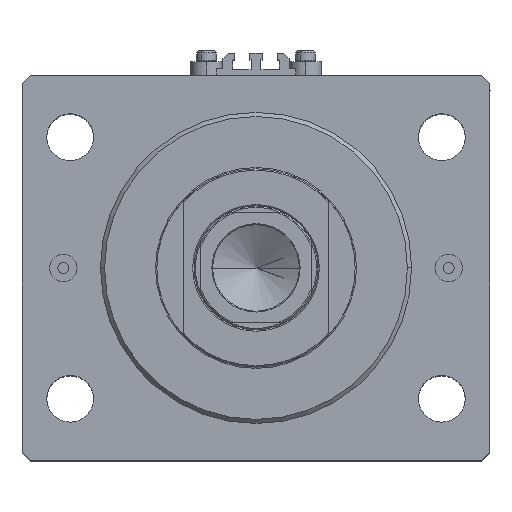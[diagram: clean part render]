
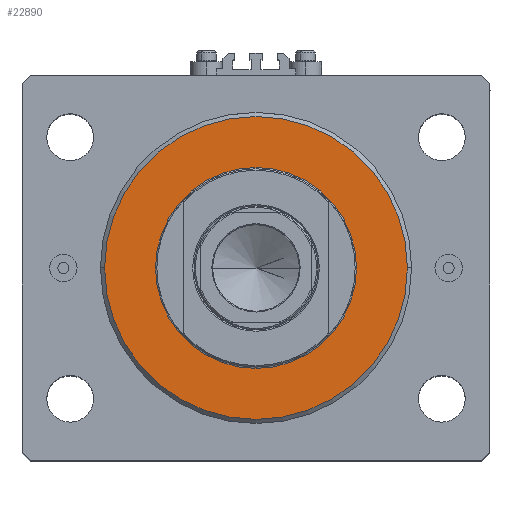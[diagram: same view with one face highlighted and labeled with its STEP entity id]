
A CAD part, top view. The second image highlights one B-rep face of the part: STEP entity #22890.
In plain terms, the highlighted face is planar.
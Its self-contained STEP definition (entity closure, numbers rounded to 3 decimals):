
#673 = FACE_OUTER_BOUND ( 'NONE', #8698, .T. ) ;
#2192 = VERTEX_POINT ( 'NONE', #11026 ) ;
#2821 = AXIS2_PLACEMENT_3D ( 'NONE', #27235, #45626, #34151 ) ;
#3258 = VERTEX_POINT ( 'NONE', #30852 ) ;
#3706 = EDGE_CURVE ( 'NONE', #31361, #8207, #39658, .T. ) ;
#3896 = ORIENTED_EDGE ( 'NONE', *, *, #27203, .T. ) ;
#6641 = CIRCLE ( 'NONE', #18801, 36.5 ) ;
#7093 = AXIS2_PLACEMENT_3D ( 'NONE', #12126, #41976, #16402 ) ;
#8207 = VERTEX_POINT ( 'NONE', #46006 ) ;
#8698 = EDGE_LOOP ( 'NONE', ( #45275, #38978 ) ) ;
#11026 = CARTESIAN_POINT ( 'NONE',  ( 36.5, 0., 0. ) ) ;
#11880 = DIRECTION ( 'NONE',  ( 1., 0., 0. ) ) ;
#12126 = CARTESIAN_POINT ( 'NONE',  ( 0., 0., 0. ) ) ;
#12744 = CIRCLE ( 'NONE', #2821, 55. ) ;
#15981 = CARTESIAN_POINT ( 'NONE',  ( 0., 0., 0. ) ) ;
#16402 = DIRECTION ( 'NONE',  ( 1., 0., 0. ) ) ;
#18801 = AXIS2_PLACEMENT_3D ( 'NONE', #40183, #31918, #32145 ) ;
#20850 = EDGE_LOOP ( 'NONE', ( #3896, #27988 ) ) ;
#22890 = ADVANCED_FACE ( 'NONE', ( #40312, #673 ), #33134, .F. ) ;
#25975 = CARTESIAN_POINT ( 'NONE',  ( 0., 0., 0. ) ) ;
#26459 = AXIS2_PLACEMENT_3D ( 'NONE', #25975, #33375, #11880 ) ;
#27203 = EDGE_CURVE ( 'NONE', #2192, #3258, #39091, .T. ) ;
#27235 = CARTESIAN_POINT ( 'NONE',  ( 0., 0., 0. ) ) ;
#27988 = ORIENTED_EDGE ( 'NONE', *, *, #41924, .T. ) ;
#28240 = AXIS2_PLACEMENT_3D ( 'NONE', #15981, #41295, #30564 ) ;
#30564 = DIRECTION ( 'NONE',  ( 1., 0., 0. ) ) ;
#30852 = CARTESIAN_POINT ( 'NONE',  ( -36.5, 0., 0. ) ) ;
#31361 = VERTEX_POINT ( 'NONE', #45788 ) ;
#31918 = DIRECTION ( 'NONE',  ( 0., 0., 1. ) ) ;
#32145 = DIRECTION ( 'NONE',  ( 1., 0., 0. ) ) ;
#33134 = PLANE ( 'NONE',  #26459 ) ;
#33375 = DIRECTION ( 'NONE',  ( 0., 0., 1. ) ) ;
#34151 = DIRECTION ( 'NONE',  ( 1., 0., 0. ) ) ;
#38978 = ORIENTED_EDGE ( 'NONE', *, *, #42194, .T. ) ;
#39091 = CIRCLE ( 'NONE', #7093, 36.5 ) ;
#39658 = CIRCLE ( 'NONE', #28240, 55. ) ;
#40183 = CARTESIAN_POINT ( 'NONE',  ( 0., 0., 0. ) ) ;
#40312 = FACE_BOUND ( 'NONE', #20850, .T. ) ;
#41295 = DIRECTION ( 'NONE',  ( 0., 0., -1. ) ) ;
#41924 = EDGE_CURVE ( 'NONE', #3258, #2192, #6641, .T. ) ;
#41976 = DIRECTION ( 'NONE',  ( 0., 0., 1. ) ) ;
#42194 = EDGE_CURVE ( 'NONE', #8207, #31361, #12744, .T. ) ;
#45275 = ORIENTED_EDGE ( 'NONE', *, *, #3706, .T. ) ;
#45626 = DIRECTION ( 'NONE',  ( 0., 0., -1. ) ) ;
#45788 = CARTESIAN_POINT ( 'NONE',  ( 55., 0., 0. ) ) ;
#46006 = CARTESIAN_POINT ( 'NONE',  ( -55., 0., 0. ) ) ;
